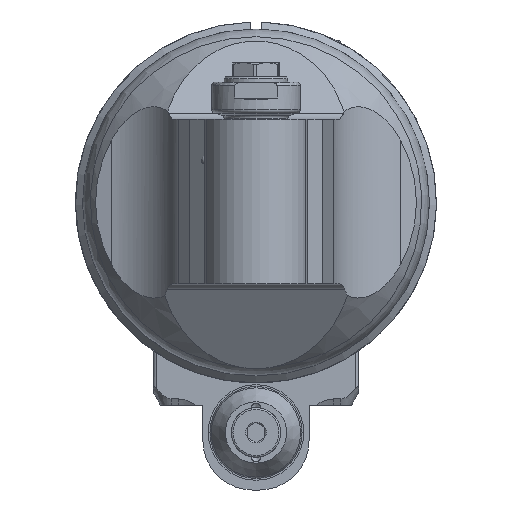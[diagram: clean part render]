
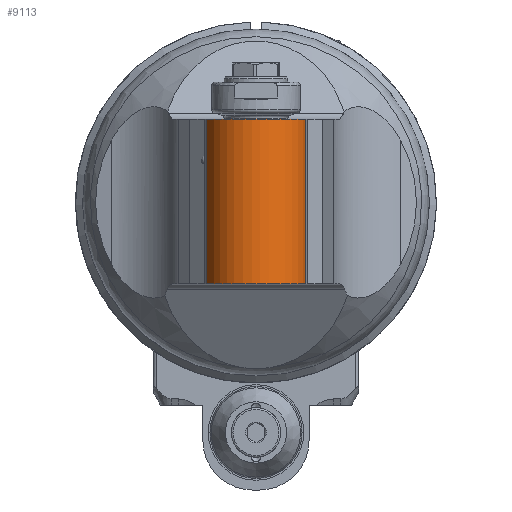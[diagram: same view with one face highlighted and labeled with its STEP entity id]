
A CAD part, front view. The second image highlights one B-rep face of the part: STEP entity #9113.
In plain terms, the highlighted cylindrical face has radius 14.5 mm (diameter 29 mm), a partial arc.
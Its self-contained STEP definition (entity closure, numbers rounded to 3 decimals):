
#1032=FACE_OUTER_BOUND('',#1617,.T.);
#1617=EDGE_LOOP('',(#7929,#7930,#7931,#7932));
#2104=CIRCLE('',#10009,14.5);
#2109=CIRCLE('',#10021,14.5);
#2856=LINE('',#46010,#3495);
#2857=LINE('',#46012,#3496);
#3495=VECTOR('',#12216,46.5);
#3496=VECTOR('',#12219,46.5);
#4314=VERTEX_POINT('',#45891);
#4315=VERTEX_POINT('',#45893);
#4338=VERTEX_POINT('',#46002);
#4339=VERTEX_POINT('',#46004);
#5547=EDGE_CURVE('',#4314,#4315,#2104,.T.);
#5577=EDGE_CURVE('',#4338,#4339,#2109,.T.);
#5580=EDGE_CURVE('',#4314,#4339,#2856,.T.);
#5581=EDGE_CURVE('',#4338,#4315,#2857,.T.);
#7929=ORIENTED_EDGE('',*,*,#5547,.F.);
#7930=ORIENTED_EDGE('',*,*,#5580,.T.);
#7931=ORIENTED_EDGE('',*,*,#5577,.F.);
#7932=ORIENTED_EDGE('',*,*,#5581,.T.);
#8667=CYLINDRICAL_SURFACE('',#10024,14.5);
#9113=ADVANCED_FACE('',(#1032),#8667,.T.);
#10009=AXIS2_PLACEMENT_3D('',#45894,#12166,#12167);
#10021=AXIS2_PLACEMENT_3D('',#46005,#12209,#12210);
#10024=AXIS2_PLACEMENT_3D('',#46011,#12217,#12218);
#12166=DIRECTION('center_axis',(0.,1.,0.));
#12167=DIRECTION('ref_axis',(0.259,0.,0.966));
#12209=DIRECTION('center_axis',(0.,-1.,0.));
#12210=DIRECTION('ref_axis',(0.259,0.,-0.966));
#12216=DIRECTION('',(0.,-1.,0.));
#12217=DIRECTION('center_axis',(0.,1.,0.));
#12218=DIRECTION('ref_axis',(1.,0.,0.));
#12219=DIRECTION('',(0.,1.,0.));
#45891=CARTESIAN_POINT('',(136.753,23.,14.006));
#45893=CARTESIAN_POINT('',(136.753,23.,-14.006));
#45894=CARTESIAN_POINT('Origin',(133.,23.,0.));
#46002=CARTESIAN_POINT('',(136.753,-23.5,-14.006));
#46004=CARTESIAN_POINT('',(136.753,-23.5,14.006));
#46005=CARTESIAN_POINT('Origin',(133.,-23.5,0.));
#46010=CARTESIAN_POINT('',(136.753,23.,14.006));
#46011=CARTESIAN_POINT('Origin',(133.,-66.952,0.));
#46012=CARTESIAN_POINT('',(136.753,-23.5,-14.006));
